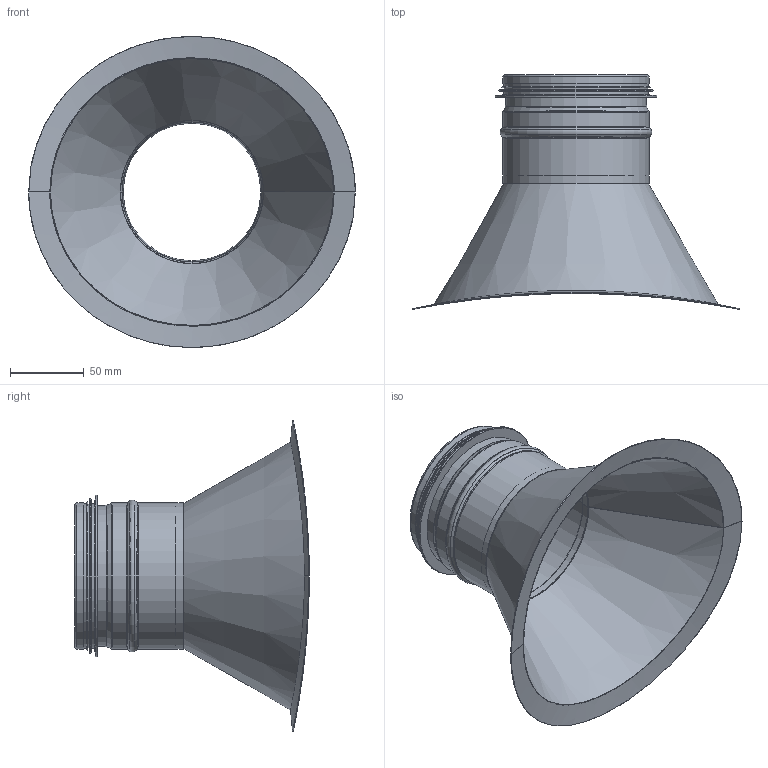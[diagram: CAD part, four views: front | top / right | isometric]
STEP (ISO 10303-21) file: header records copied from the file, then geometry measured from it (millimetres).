
FILE_DESCRIPTION((''),'2;1');
FILE_NAME('HPSR_1000-100.stp','2014-02-24T12:51:42',(''),(''),'Autodesk Inventor 2013','Autodesk Inventor 2013','');
FILE_SCHEMA(('AUTOMOTIVE_DESIGN { 1 2 10303 214 0 1 1 1 }'));
Length unit declared in the file: millimetre
Products named in the file (5): HPSR_1000-100; HPSRKonadRörämne_1000-100; StosStödsick-100-1; StosStödsickRörämne-100-1; 999003
Assembly tree (4 placements, depth 3):
  HPSR_1000-100
    HPSRKonadRörämne_1000-100
    StosStödsick-100-1
      StosStödsickRörämne-100-1
      999003
Bounding box: 221.48 x 159.07 x 210.91 mm (x, y, z)
Volume: 48548.2 mm3; surface area: 168764.4 mm2
Topology: 3 solids, 3 shells, 106 faces, 211 edges, 114 vertices
Faces by surface type: plane 48, torus 22, cylinder 16, cone 12, bspline 8
Full cylindrical faces by diameter (mm): 93.25 x1, 94.25 x1, 95.45 x1, 97.05 x1, 98.05 x7, 99.05 x3, 104.45 x1, 109.45 x1
Entity records: 4185 total; most frequent: CARTESIAN_POINT 1804, DIRECTION 484, ORIENTED_EDGE 394, AXIS2_PLACEMENT_3D 198, EDGE_CURVE 197, EDGE_LOOP 125, VERTEX_POINT 114, STYLED_ITEM 109
